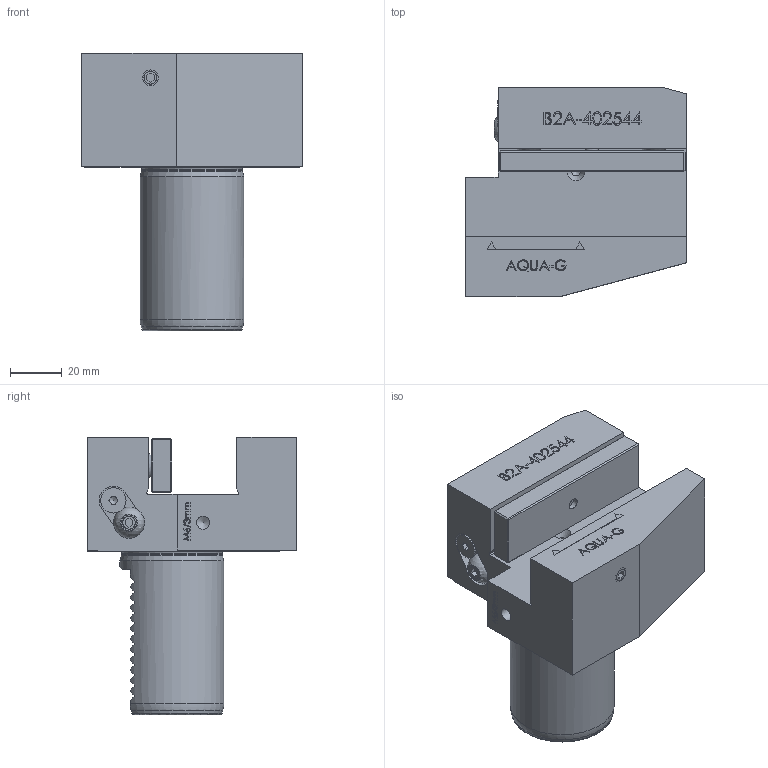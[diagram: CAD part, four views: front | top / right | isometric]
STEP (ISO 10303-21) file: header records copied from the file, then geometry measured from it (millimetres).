
FILE_DESCRIPTION (( 'STEP AP203' ), '1' );
FILE_NAME ('B2A-402544 ASSEMBLY.STEP', '2015-08-04T04:48:48', ( '' ), ( '' ), 'SwSTEP 2.0', 'SolidWorks 2015', '' );
FILE_SCHEMA (( 'CONFIG_CONTROL_DESIGN' ));
Length unit declared in the file: millimetre
Products named in the file (2): B2A-402544 ASSEMBLY
Bounding box: 85 x 80.5 x 107 mm (x, y, z)
Volume: 282495.4 mm3; surface area: 51796.6 mm2
Topology: 11 solids, 11 shells, 314 faces, 991 edges, 746 vertices
Faces by surface type: plane 222, cylinder 52, cone 32, torus 7, sphere 1
Full cylindrical faces by diameter (mm): 3.15 x2, 4.2 x2, 5 x5, 5.5 x1, 6 x2, 6.8 x4, 8 x1, 8.5 x1, 8.8 x1, 9.728 x1, 9.75 x1, 10 x1, 10.2 x2, 12 x3, 14 x1, 38.7 x1, 40 x1
Entity records: 13163 total; most frequent: CARTESIAN_POINT 4756, ORIENTED_EDGE 1804, DIRECTION 1431, EDGE_CURVE 902, VERTEX_POINT 724, LINE 559, VECTOR 559, EDGE_LOOP 448
